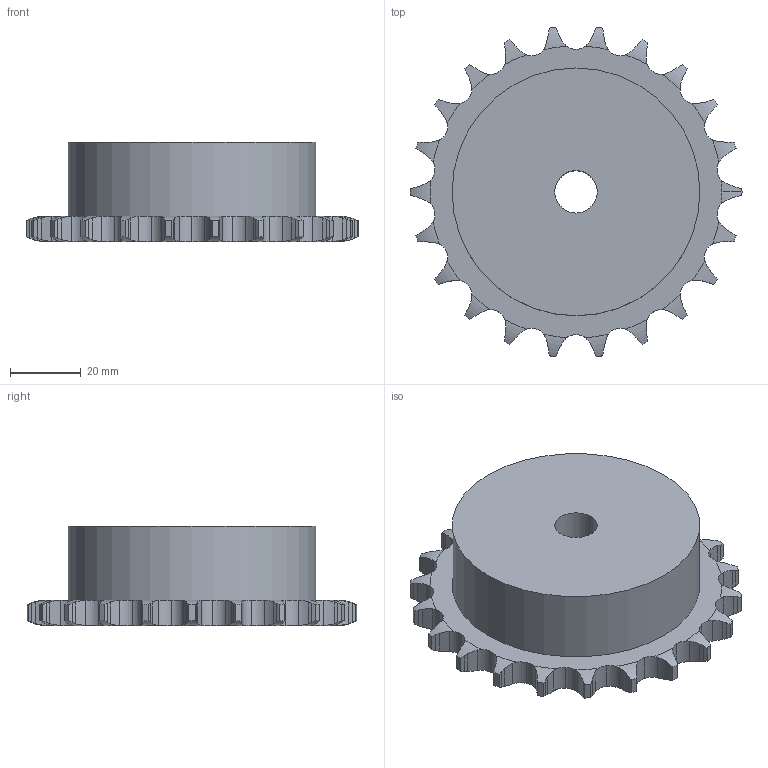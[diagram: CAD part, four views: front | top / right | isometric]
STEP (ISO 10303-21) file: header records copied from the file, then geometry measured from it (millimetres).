
FILE_DESCRIPTION(('FreeCAD Model'),'2;1');
FILE_NAME('Open CASCADE Shape Model','2021-05-02T09:28:55',('FreeCAD'),( 'FreeCAD'),'Open CASCADE STEP processor 7.4','FreeCAD','Unknown');
FILE_SCHEMA(('AUTOMOTIVE_DESIGN { 1 0 10303 214 1 1 1 1 }'));
Length unit declared in the file: millimetre
Products named in the file (1): Open CASCADE STEP translator 7.4 15
Bounding box: 93.8 x 93.08 x 28 mm (x, y, z)
Volume: 117878.9 mm3; surface area: 19728.1 mm2
Topology: 1 solids, 1 shells, 251 faces, 740 edges, 493 vertices
Faces by surface type: cylinder 157, plane 48, torus 46
Full cylindrical faces by diameter (mm): 12 x1, 70 x1
Entity records: 22246 total; most frequent: CARTESIAN_POINT 9721, DIRECTION 1720, ORIENTED_EDGE 1480, PCURVE 1480, DEFINITIONAL_REPRESENTATION 1480, B_SPLINE_CURVE_WITH_KNOTS 1056, LINE 837, VECTOR 837
